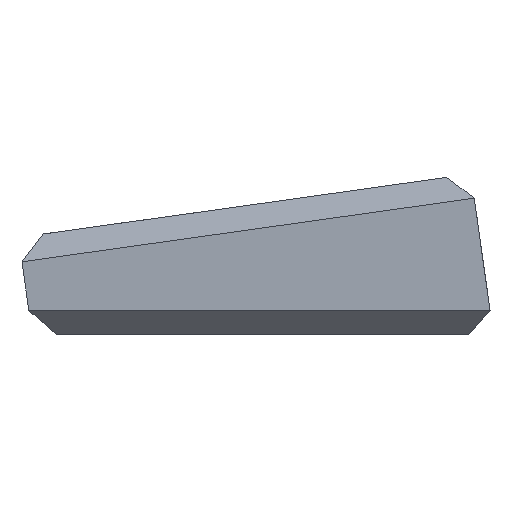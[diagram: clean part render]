
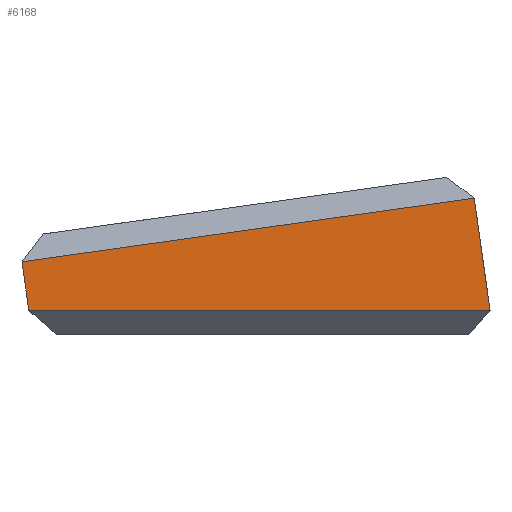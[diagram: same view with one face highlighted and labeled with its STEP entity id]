
A CAD part, left-side view. The second image highlights one B-rep face of the part: STEP entity #6168.
In plain terms, the highlighted face is planar.
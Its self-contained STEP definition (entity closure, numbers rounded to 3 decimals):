
#649=FACE_OUTER_BOUND('',#999,.T.);
#999=EDGE_LOOP('',(#5475,#5476,#5477,#5478));
#1659=LINE('',#10820,#2338);
#1665=LINE('',#10853,#2344);
#1666=LINE('',#10854,#2345);
#1667=LINE('',#10855,#2346);
#2338=VECTOR('',#7544,10.);
#2344=VECTOR('',#7580,10.);
#2345=VECTOR('',#7581,10.);
#2346=VECTOR('',#7582,10.);
#2941=VERTEX_POINT('',#10810);
#2944=VERTEX_POINT('',#10818);
#2955=VERTEX_POINT('',#10851);
#2956=VERTEX_POINT('',#10852);
#3798=EDGE_CURVE('',#2944,#2941,#1659,.T.);
#3812=EDGE_CURVE('',#2955,#2956,#1665,.T.);
#3813=EDGE_CURVE('',#2955,#2941,#1666,.T.);
#3814=EDGE_CURVE('',#2944,#2956,#1667,.T.);
#5475=ORIENTED_EDGE('',*,*,#3812,.F.);
#5476=ORIENTED_EDGE('',*,*,#3813,.T.);
#5477=ORIENTED_EDGE('',*,*,#3798,.F.);
#5478=ORIENTED_EDGE('',*,*,#3814,.T.);
#5859=PLANE('',#6435);
#6168=ADVANCED_FACE('',(#649),#5859,.F.);
#6435=AXIS2_PLACEMENT_3D('',#10850,#7578,#7579);
#7544=DIRECTION('',(0.,0.,-1.));
#7578=DIRECTION('center_axis',(-1.,0.,0.));
#7579=DIRECTION('ref_axis',(0.,0.139,0.99));
#7580=DIRECTION('',(0.,0.139,0.99));
#7581=DIRECTION('',(0.,1.,0.));
#7582=DIRECTION('',(0.,-1.,0.));
#10810=CARTESIAN_POINT('',(306.778,38.389,131.069));
#10818=CARTESIAN_POINT('',(306.778,38.389,243.287));
#10820=CARTESIAN_POINT('',(306.778,38.389,187.178));
#10850=CARTESIAN_POINT('Origin',(306.778,10.338,187.178));
#10851=CARTESIAN_POINT('',(306.778,10.628,131.069));
#10852=CARTESIAN_POINT('',(306.778,26.35,243.287));
#10853=CARTESIAN_POINT('',(306.778,18.352,186.202));
#10854=CARTESIAN_POINT('',(306.778,10.309,131.069));
#10855=CARTESIAN_POINT('',(306.778,15.455,243.287));
